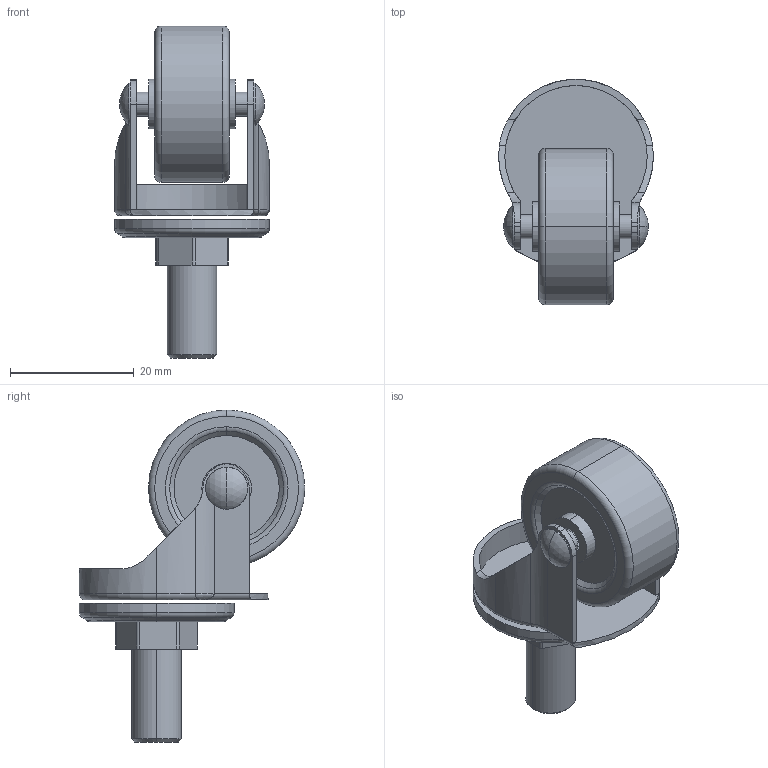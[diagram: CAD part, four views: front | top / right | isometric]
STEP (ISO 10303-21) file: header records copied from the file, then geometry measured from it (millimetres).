
FILE_DESCRIPTION (( 'STEP AP214' ), '1' );
FILE_NAME ('1 Inch Nylon Wheel1渡攝韓謫.step', '2016-10-28T04:19:08', ( 'dell' ), ( '' ), 'SwSTEP 2.0', 'SolidWorks 2013', '' );
FILE_SCHEMA (( 'AUTOMOTIVE_DESIGN' ));
Length unit declared in the file: millimetre
Products named in the file (1): 1 Inch Nylon Wheel1渡攝韓謫
Bounding box: 25 x 36.43 x 53.62 mm (x, y, z)
Volume: 9325.3 mm3; surface area: 6851.9 mm2
Topology: 3 solids, 3 shells, 122 faces, 284 edges, 178 vertices
Faces by surface type: cylinder 56, plane 33, torus 17, cone 10, sphere 4, bspline 2
Entity records: 3831 total; most frequent: CARTESIAN_POINT 915, DIRECTION 645, ORIENTED_EDGE 564, EDGE_CURVE 282, AXIS2_PLACEMENT_3D 272, VERTEX_POINT 178, CIRCLE 151, EDGE_LOOP 136
